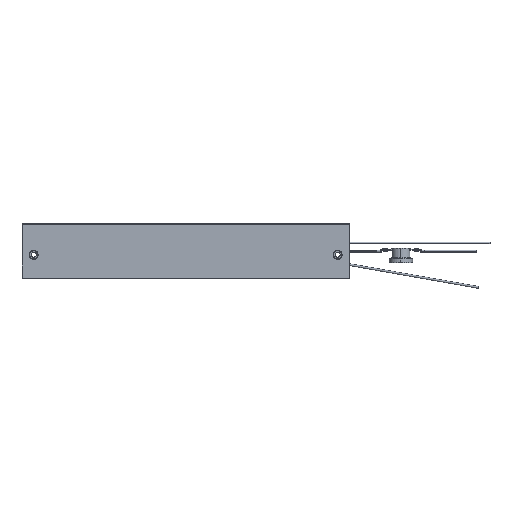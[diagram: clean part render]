
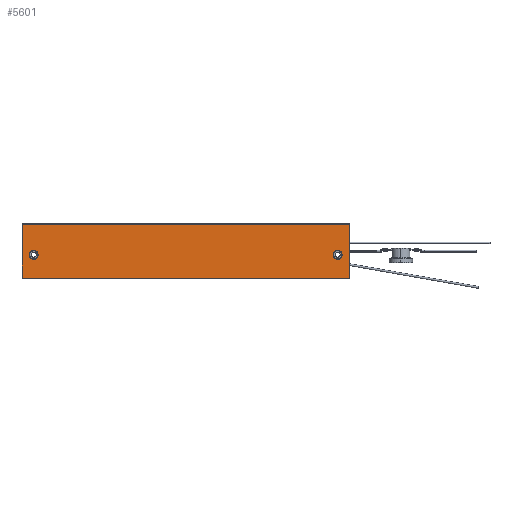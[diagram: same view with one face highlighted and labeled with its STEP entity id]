
A CAD part, front view. The second image highlights one B-rep face of the part: STEP entity #5601.
In plain terms, the highlighted planar face has unit normal (0, -1, 0).
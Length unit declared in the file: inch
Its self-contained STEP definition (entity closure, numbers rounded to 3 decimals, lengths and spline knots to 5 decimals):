
#25 = CARTESIAN_POINT ( 'NONE',  ( 16.02544, -0.0239, 0.68775 ) ) ;
#194 = EDGE_LOOP ( 'NONE', ( #7713, #252 ) ) ;
#252 = ORIENTED_EDGE ( 'NONE', *, *, #9691, .T. ) ;
#268 = FACE_BOUND ( 'NONE', #941, .T. ) ;
#306 = CARTESIAN_POINT ( 'NONE',  ( 16.40044, -0.0239, 1.66421 ) ) ;
#667 = CARTESIAN_POINT ( 'NONE',  ( 11.15044, -0.0239, 1.66421 ) ) ;
#715 = AXIS2_PLACEMENT_3D ( 'NONE', #2586, #8955, #3511 ) ;
#932 = DIRECTION ( 'NONE',  ( -1., 0., 0. ) ) ;
#941 = EDGE_LOOP ( 'NONE', ( #3312, #4434 ) ) ;
#951 = DIRECTION ( 'NONE',  ( 0., 1., 0. ) ) ;
#955 = DIRECTION ( 'NONE',  ( 0., 0., 1. ) ) ;
#1112 = CIRCLE ( 'NONE', #4566, 0.1095 ) ;
#1190 = EDGE_CURVE ( 'NONE', #5353, #6449, #10926, .T. ) ;
#1343 = LINE ( 'NONE', #8603, #8622 ) ;
#2586 = CARTESIAN_POINT ( 'NONE',  ( 6.27544, -0.0239, 0.68775 ) ) ;
#2672 = CARTESIAN_POINT ( 'NONE',  ( 16.40044, -0.0239, -0.06225 ) ) ;
#2696 = DIRECTION ( 'NONE',  ( 0., 1., 0. ) ) ;
#2818 = CARTESIAN_POINT ( 'NONE',  ( 5.90044, -0.0239, 1.66421 ) ) ;
#3310 = EDGE_LOOP ( 'NONE', ( #6649, #9409, #6167, #8525 ) ) ;
#3312 = ORIENTED_EDGE ( 'NONE', *, *, #7240, .T. ) ;
#3439 = CARTESIAN_POINT ( 'NONE',  ( 11.15044, -0.0239, 0.81275 ) ) ;
#3472 = PLANE ( 'NONE',  #7516 ) ;
#3511 = DIRECTION ( 'NONE',  ( -1., 0., 0. ) ) ;
#3621 = DIRECTION ( 'NONE',  ( -1., 0., 0. ) ) ;
#3810 = VECTOR ( 'NONE', #5666, 39.37008 ) ;
#3838 = CIRCLE ( 'NONE', #715, 0.1095 ) ;
#3997 = EDGE_CURVE ( 'NONE', #10587, #10143, #1343, .T. ) ;
#4385 = DIRECTION ( 'NONE',  ( -1., 0., 0. ) ) ;
#4434 = ORIENTED_EDGE ( 'NONE', *, *, #1190, .T. ) ;
#4566 = AXIS2_PLACEMENT_3D ( 'NONE', #25, #6411, #932 ) ;
#4689 = EDGE_CURVE ( 'NONE', #10143, #10316, #8575, .T. ) ;
#4711 = CARTESIAN_POINT ( 'NONE',  ( 6.38494, -0.0239, 0.68775 ) ) ;
#4837 = LINE ( 'NONE', #667, #9686 ) ;
#5272 = EDGE_CURVE ( 'NONE', #11466, #7253, #9826, .T. ) ;
#5353 = VERTEX_POINT ( 'NONE', #4711 ) ;
#5507 = CARTESIAN_POINT ( 'NONE',  ( 16.40044, -0.0239, 0.81275 ) ) ;
#5544 = EDGE_CURVE ( 'NONE', #10316, #8602, #4837, .T. ) ;
#5601 = ADVANCED_FACE ( 'NONE', ( #6699, #268, #11528 ), #3472, .T. ) ;
#5666 = DIRECTION ( 'NONE',  ( 0., 0., -1. ) ) ;
#6147 = VECTOR ( 'NONE', #955, 39.37008 ) ;
#6167 = ORIENTED_EDGE ( 'NONE', *, *, #5544, .T. ) ;
#6271 = AXIS2_PLACEMENT_3D ( 'NONE', #10141, #2696, #3621 ) ;
#6411 = DIRECTION ( 'NONE',  ( 0., 1., 0. ) ) ;
#6421 = CARTESIAN_POINT ( 'NONE',  ( 16.02544, -0.0239, 0.68775 ) ) ;
#6449 = VERTEX_POINT ( 'NONE', #9265 ) ;
#6649 = ORIENTED_EDGE ( 'NONE', *, *, #3997, .T. ) ;
#6699 = FACE_BOUND ( 'NONE', #194, .T. ) ;
#7064 = DIRECTION ( 'NONE',  ( -1., 0., 0. ) ) ;
#7091 = CARTESIAN_POINT ( 'NONE',  ( 5.90044, -0.0239, -0.06225 ) ) ;
#7240 = EDGE_CURVE ( 'NONE', #6449, #5353, #3838, .T. ) ;
#7253 = VERTEX_POINT ( 'NONE', #9870 ) ;
#7341 = DIRECTION ( 'NONE',  ( -1., 0., 0. ) ) ;
#7482 = CARTESIAN_POINT ( 'NONE',  ( 15.91594, -0.0239, 0.68775 ) ) ;
#7516 = AXIS2_PLACEMENT_3D ( 'NONE', #3439, #9838, #4385 ) ;
#7713 = ORIENTED_EDGE ( 'NONE', *, *, #5272, .T. ) ;
#8164 = EDGE_CURVE ( 'NONE', #8602, #10587, #8371, .T. ) ;
#8371 = LINE ( 'NONE', #11100, #3810 ) ;
#8525 = ORIENTED_EDGE ( 'NONE', *, *, #8164, .T. ) ;
#8575 = LINE ( 'NONE', #5507, #6147 ) ;
#8602 = VERTEX_POINT ( 'NONE', #2818 ) ;
#8603 = CARTESIAN_POINT ( 'NONE',  ( 11.15044, -0.0239, -0.06225 ) ) ;
#8622 = VECTOR ( 'NONE', #11245, 39.37008 ) ;
#8955 = DIRECTION ( 'NONE',  ( 0., 1., 0. ) ) ;
#9265 = CARTESIAN_POINT ( 'NONE',  ( 6.16594, -0.0239, 0.68775 ) ) ;
#9409 = ORIENTED_EDGE ( 'NONE', *, *, #4689, .T. ) ;
#9686 = VECTOR ( 'NONE', #7064, 39.37008 ) ;
#9691 = EDGE_CURVE ( 'NONE', #7253, #11466, #1112, .T. ) ;
#9826 = CIRCLE ( 'NONE', #10993, 0.1095 ) ;
#9838 = DIRECTION ( 'NONE',  ( 0., -1., 0. ) ) ;
#9870 = CARTESIAN_POINT ( 'NONE',  ( 16.13494, -0.0239, 0.68775 ) ) ;
#10141 = CARTESIAN_POINT ( 'NONE',  ( 6.27544, -0.0239, 0.68775 ) ) ;
#10143 = VERTEX_POINT ( 'NONE', #2672 ) ;
#10316 = VERTEX_POINT ( 'NONE', #306 ) ;
#10587 = VERTEX_POINT ( 'NONE', #7091 ) ;
#10926 = CIRCLE ( 'NONE', #6271, 0.1095 ) ;
#10993 = AXIS2_PLACEMENT_3D ( 'NONE', #6421, #951, #7341 ) ;
#11100 = CARTESIAN_POINT ( 'NONE',  ( 5.90044, -0.0239, 0.81275 ) ) ;
#11245 = DIRECTION ( 'NONE',  ( 1., 0., 0. ) ) ;
#11466 = VERTEX_POINT ( 'NONE', #7482 ) ;
#11528 = FACE_OUTER_BOUND ( 'NONE', #3310, .T. ) ;
